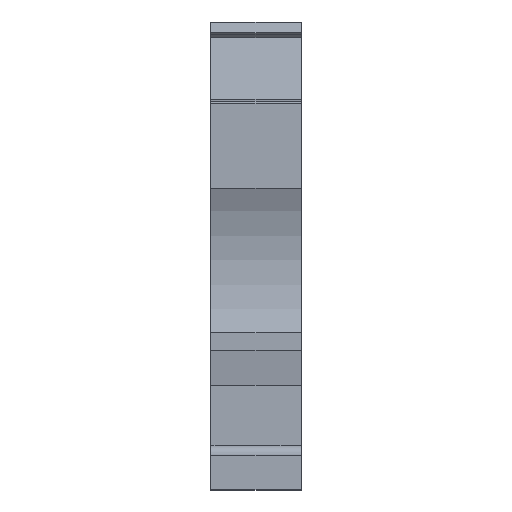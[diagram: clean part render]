
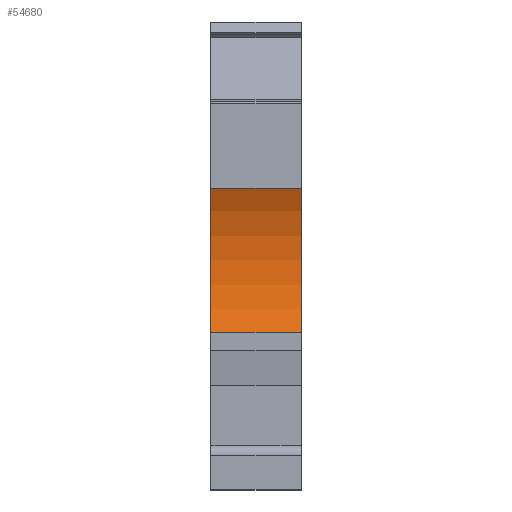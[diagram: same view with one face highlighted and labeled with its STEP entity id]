
A CAD part, front view. The second image highlights one B-rep face of the part: STEP entity #54680.
In plain terms, the highlighted cylindrical face has radius 15 mm (diameter 30 mm), a partial arc.
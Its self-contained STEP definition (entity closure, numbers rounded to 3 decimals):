
#1850=CARTESIAN_POINT('',(-32.768,-30.2,53.67));
#1860=VERTEX_POINT('',#1850);
#1890=CARTESIAN_POINT('',(-46.286,-23.7,53.67));
#1900=DIRECTION('',(0.,0.,1.));
#1910=DIRECTION('',(1.,0.,0.));
#1920=AXIS2_PLACEMENT_3D('',#1890,#1900,#1910);
#1930=CIRCLE('',#1920,15.);
#1940=CARTESIAN_POINT('',(-32.768,-17.2,53.67));
#1950=VERTEX_POINT('',#1940);
#1960=EDGE_CURVE('',#1860,#1950,#1930,.T.);
#9490=CARTESIAN_POINT('',(-32.768,-17.2,45.52));
#9500=VERTEX_POINT('',#9490);
#9530=CARTESIAN_POINT('',(-46.286,-23.7,45.52));
#9540=DIRECTION('',(0.,0.,1.));
#9550=DIRECTION('',(1.,0.,0.));
#9560=AXIS2_PLACEMENT_3D('',#9530,#9540,#9550);
#9570=CIRCLE('',#9560,15.);
#9580=CARTESIAN_POINT('',(-32.768,-30.2,45.52));
#9590=VERTEX_POINT('',#9580);
#9600=EDGE_CURVE('',#9590,#9500,#9570,.T.);
#54150=CARTESIAN_POINT('',(-32.768,-17.2,53.67));
#54160=DIRECTION('',(0.,0.,-1.));
#54170=VECTOR('',#54160,1.);
#54180=LINE('',#54150,#54170);
#54190=EDGE_CURVE('',#1950,#9500,#54180,.T.);
#54410=CARTESIAN_POINT('',(-32.768,-30.2,53.67));
#54420=DIRECTION('',(0.,0.,-1.));
#54430=VECTOR('',#54420,1.);
#54440=LINE('',#54410,#54430);
#54450=EDGE_CURVE('',#1860,#9590,#54440,.T.);
#54570=CARTESIAN_POINT('',(-46.286,-23.7,53.67));
#54580=DIRECTION('',(0.,0.,1.));
#54590=DIRECTION('',(1.,0.,0.));
#54600=AXIS2_PLACEMENT_3D('',#54570,#54580,#54590);
#54610=CYLINDRICAL_SURFACE('',#54600,15.);
#54620=ORIENTED_EDGE('',*,*,#1960,.T.);
#54630=ORIENTED_EDGE('',*,*,#54450,.F.);
#54640=ORIENTED_EDGE('',*,*,#9600,.F.);
#54650=ORIENTED_EDGE('',*,*,#54190,.T.);
#54660=EDGE_LOOP('',(#54650,#54640,#54630,#54620));
#54670=FACE_OUTER_BOUND('',#54660,.T.);
#54680=ADVANCED_FACE('',(#54670),#54610,.F.);
